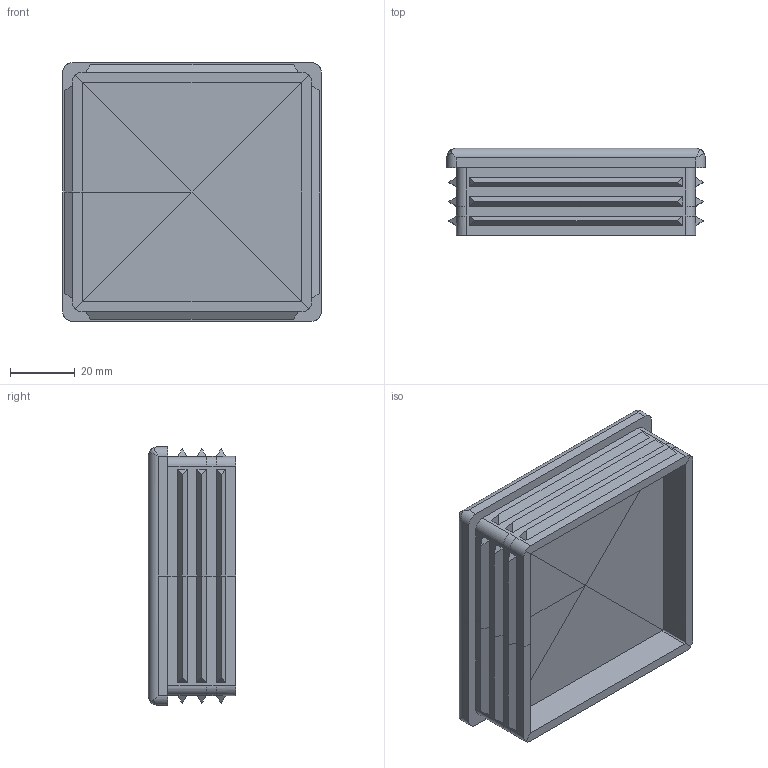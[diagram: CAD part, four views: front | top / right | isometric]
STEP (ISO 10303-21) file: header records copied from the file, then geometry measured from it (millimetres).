
FILE_DESCRIPTION (( 'STEP AP203' ), '1' );
FILE_NAME ('3D_GV1709_80x80x3_188686165.STEP', '2024-10-03T09:24:58', ( '' ), ( '' ), 'SwSTEP 2.0', 'SolidWorks 2024', '' );
FILE_SCHEMA (( 'CONFIG_CONTROL_DESIGN' ));
Length unit declared in the file: millimetre
Products named in the file (1): 3D_GV1709_80x80x3_188686165
Bounding box: 80 x 27 x 80 mm (x, y, z)
Volume: 109022.3 mm3; surface area: 25132.9 mm2
Topology: 1 solids, 1 shells, 113 faces, 283 edges, 178 vertices
Faces by surface type: plane 85, cylinder 24, bspline 4
Entity records: 3486 total; most frequent: CARTESIAN_POINT 771, ORIENTED_EDGE 558, DIRECTION 519, EDGE_CURVE 279, VECTOR 219, LINE 219, VERTEX_POINT 178, AXIS2_PLACEMENT_3D 150
